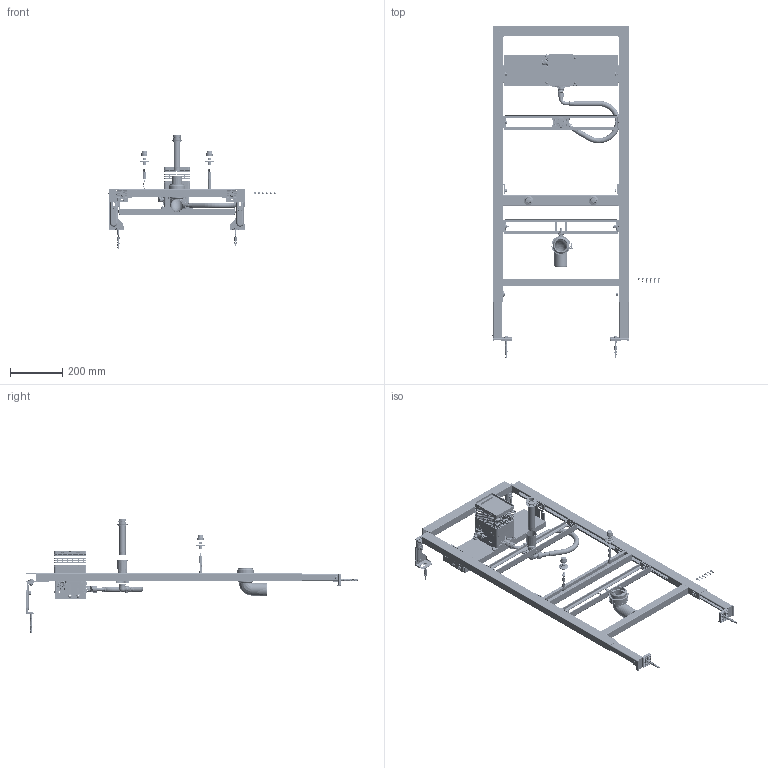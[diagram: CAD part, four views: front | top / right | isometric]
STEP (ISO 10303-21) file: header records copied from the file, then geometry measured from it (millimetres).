
FILE_DESCRIPTION((''),'2;1');
FILE_NAME('90_668_00_S003_ASM','2019-01-23T',('mberthel'),(''),'PRO/ENGINEER BY PARAMETRIC TECHNOLOGY CORPORATION, 2015030','PRO/ENGINEER BY PARAMETRIC TECHNOLOGY CORPORATION, 2015030','');
FILE_SCHEMA(('CONFIG_CONTROL_DESIGN'));
Products named in the file (1): 90_668_00_S003_ASM
Bounding box: 642.09 x 1275 x 440 mm (x, y, z)
Surface area: 1701119.7 mm2 (no closed solid volume)
Topology: 0 solids, 466 shells, 5923 faces, 20750 edges, 14823 vertices
Faces by surface type: plane 2668, cylinder 2040, cone 477, bspline 370, torus 266, sphere 102
Entity records: 340947 total; most frequent: CARTESIAN_POINT 141524, DIRECTION 31763, ORIENTED_EDGE 30908, EDGE_CURVE 20691, VERTEX_POINT 14823, VECTOR 11099, LINE 11099, AXIS2_PLACEMENT_3D 10332
